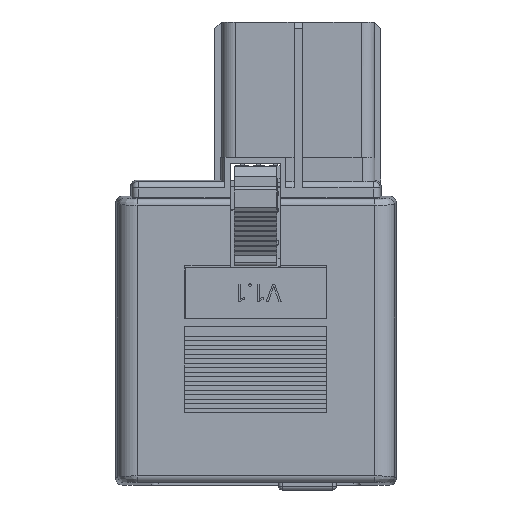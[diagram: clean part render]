
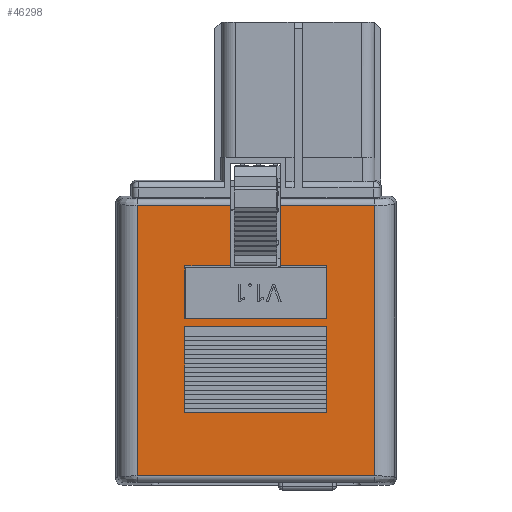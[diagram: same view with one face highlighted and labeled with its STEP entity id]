
A CAD part, top view. The second image highlights one B-rep face of the part: STEP entity #46298.
In plain terms, the highlighted face is planar.
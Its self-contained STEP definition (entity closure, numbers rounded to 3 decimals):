
#42049=DIRECTION('',(1.,0.,0.));
#42050=VECTOR('',#42049,22.);
#42051=CARTESIAN_POINT('',(10.705,24.505,-11.6));
#42052=LINE('',#42051,#42050);
#42053=DIRECTION('',(0.,-1.,0.));
#42054=VECTOR('',#42053,13.3);
#42055=CARTESIAN_POINT('',(32.705,24.505,-11.6));
#42056=LINE('',#42055,#42054);
#42057=DIRECTION('',(-1.,0.,0.));
#42058=VECTOR('',#42057,22.);
#42059=CARTESIAN_POINT('',(32.705,11.205,-11.6));
#42060=LINE('',#42059,#42058);
#42061=DIRECTION('',(0.,1.,0.));
#42062=VECTOR('',#42061,13.3);
#42063=CARTESIAN_POINT('',(10.705,11.205,-11.6));
#42064=LINE('',#42063,#42062);
#42065=DIRECTION('',(-1.,0.,
0.));
#42066=VECTOR('',#42065,14.408);
#42067=CARTESIAN_POINT('',(40.108,43.329,
-11.6));
#42068=LINE('',#42067,#42066);
#42069=DIRECTION('',(0.,-1.,0.));
#42070=VECTOR('',#42069,9.425);
#42071=CARTESIAN_POINT('',(25.7,43.329,-11.6));
#42072=LINE('',#42071,#42070);
#42073=DIRECTION('',(1.,0.,0.));
#42074=VECTOR('',#42073,7.005);
#42075=CARTESIAN_POINT('',(25.7,33.905,-11.6));
#42076=LINE('',#42075,#42074);
#42077=DIRECTION('',(0.,-1.,0.));
#42078=VECTOR('',#42077,8.2);
#42079=CARTESIAN_POINT('',(32.705,33.905,-11.6));
#42080=LINE('',#42079,#42078);
#42081=DIRECTION('',(-1.,0.,0.));
#42082=VECTOR('',#42081,22.);
#42083=CARTESIAN_POINT('',(32.705,25.705,-11.6));
#42084=LINE('',#42083,#42082);
#42085=DIRECTION('',(0.,1.,0.));
#42086=VECTOR('',#42085,8.2);
#42087=CARTESIAN_POINT('',(10.705,25.705,-11.6));
#42088=LINE('',#42087,#42086);
#42089=DIRECTION('',(1.,0.,0.));
#42090=VECTOR('',#42089,7.195);
#42091=CARTESIAN_POINT('',(10.705,33.905,-11.6));
#42092=LINE('',#42091,#42090);
#42093=DIRECTION('',(0.,-1.,0.));
#42094=VECTOR('',#42093,9.425);
#42095=CARTESIAN_POINT('',(17.9,43.329,-11.6));
#42096=LINE('',#42095,#42094);
#42097=DIRECTION('',(-1.,0.,0.));
#42098=VECTOR('',#42097,14.598);
#42099=CARTESIAN_POINT('',(17.9,43.329,-11.6));
#42100=LINE('',#42099,#42098);
#42101=DIRECTION('',(-1.,0.,0.));
#42102=VECTOR('',#42101,36.806);
#42103=CARTESIAN_POINT('',(40.108,1.371,
-11.6));
#42104=LINE('',#42103,#42102);
#43217=DIRECTION('',(0.,-1.,0.));
#43218=VECTOR('',#43217,41.958);
#43219=CARTESIAN_POINT('',(40.108,43.329,
-11.6));
#43220=LINE('',#43219,#43218);
#43333=DIRECTION('',(0.,1.,0.));
#43334=VECTOR('',#43333,41.958);
#43335=CARTESIAN_POINT('',(3.302,1.371,
-11.6));
#43336=LINE('',#43335,#43334);
#43337=CARTESIAN_POINT('',(3.302,43.329,
-11.6));
#45209=CARTESIAN_POINT('',(10.705,25.705,-11.6));
#45210=CARTESIAN_POINT('',(10.705,33.905,-11.6));
#45211=VERTEX_POINT('',#45209);
#45212=VERTEX_POINT('',#45210);
#45213=CARTESIAN_POINT('',(17.9,33.905,-11.6));
#45214=VERTEX_POINT('',#45213);
#45215=CARTESIAN_POINT('',(25.7,33.905,-11.6));
#45216=CARTESIAN_POINT('',(32.705,33.905,-11.6));
#45217=VERTEX_POINT('',#45215);
#45218=VERTEX_POINT('',#45216);
#45219=CARTESIAN_POINT('',(32.705,25.705,-11.6));
#45220=VERTEX_POINT('',#45219);
#45229=CARTESIAN_POINT('',(10.705,24.505,-11.6));
#45230=CARTESIAN_POINT('',(32.705,24.505,-11.6));
#45231=VERTEX_POINT('',#45229);
#45232=VERTEX_POINT('',#45230);
#45233=CARTESIAN_POINT('',(32.705,11.205,-11.6));
#45234=VERTEX_POINT('',#45233);
#45235=CARTESIAN_POINT('',(10.705,11.205,-11.6));
#45236=VERTEX_POINT('',#45235);
#45751=CARTESIAN_POINT('',(25.7,43.329,-11.6));
#45753=VERTEX_POINT('',#45751);
#45754=CARTESIAN_POINT('',(40.108,43.329,
-11.6));
#45755=VERTEX_POINT('',#45754);
#45760=CARTESIAN_POINT('',(40.108,1.371,
-11.6));
#45761=CARTESIAN_POINT('',(3.302,1.371,
-11.6));
#45762=VERTEX_POINT('',#45760);
#45763=VERTEX_POINT('',#45761);
#45770=CARTESIAN_POINT('',(17.9,43.329,-11.6));
#45771=VERTEX_POINT('',#45770);
#45815=VERTEX_POINT('',#43337);
#46259=CARTESIAN_POINT('',(0.,0.,-11.6));
#46260=DIRECTION('',(0.,0.,1.));
#46261=DIRECTION('',(1.,0.,0.));
#46262=AXIS2_PLACEMENT_3D('',#46259,#46260,#46261);
#46263=PLANE('',#46262);
#46264=ORIENTED_EDGE('',*,*,#46250,.T.);
#46265=ORIENTED_EDGE('',*,*,#46239,.T.);
#46267=ORIENTED_EDGE('',*,*,#46266,.T.);
#46269=ORIENTED_EDGE('',*,*,#46268,.T.);
#46271=ORIENTED_EDGE('',*,*,#46270,.T.);
#46273=ORIENTED_EDGE('',*,*,#46272,.T.);
#46275=ORIENTED_EDGE('',*,*,#46274,.T.);
#46277=ORIENTED_EDGE('',*,*,#46276,.F.);
#46279=ORIENTED_EDGE('',*,*,#46278,.T.);
#46281=ORIENTED_EDGE('',*,*,#46280,.F.);
#46283=ORIENTED_EDGE('',*,*,#46282,.F.);
#46285=ORIENTED_EDGE('',*,*,#46284,.F.);
#46286=EDGE_LOOP('',(#46264,#46265,#46267,#46269,#46271,#46273,#46275,#46277,
#46279,#46281,#46283,#46285));
#46287=FACE_OUTER_BOUND('',#46286,.F.);
#46289=ORIENTED_EDGE('',*,*,#46288,.T.);
#46291=ORIENTED_EDGE('',*,*,#46290,.T.);
#46293=ORIENTED_EDGE('',*,*,#46292,.T.);
#46295=ORIENTED_EDGE('',*,*,#46294,.T.);
#46296=EDGE_LOOP('',(#46289,#46291,#46293,#46295));
#46297=FACE_BOUND('',#46296,.F.);
#46298=ADVANCED_FACE('',(#46287,#46297),#46263,.F.);
#46239=EDGE_CURVE('',#45753,#45217,#42072,.T.);
#46250=EDGE_CURVE('',#45755,#45753,#42068,.T.);
#46266=EDGE_CURVE('',#45217,#45218,#42076,.T.);
#46268=EDGE_CURVE('',#45218,#45220,#42080,.T.);
#46270=EDGE_CURVE('',#45220,#45211,#42084,.T.);
#46272=EDGE_CURVE('',#45211,#45212,#42088,.T.);
#46274=EDGE_CURVE('',#45212,#45214,#42092,.T.);
#46276=EDGE_CURVE('',#45771,#45214,#42096,.T.);
#46278=EDGE_CURVE('',#45771,#45815,#42100,.T.);
#46280=EDGE_CURVE('',#45763,#45815,#43336,.T.);
#46282=EDGE_CURVE('',#45762,#45763,#42104,.T.);
#46284=EDGE_CURVE('',#45755,#45762,#43220,.T.);
#46288=EDGE_CURVE('',#45231,#45232,#42052,.T.);
#46290=EDGE_CURVE('',#45232,#45234,#42056,.T.);
#46292=EDGE_CURVE('',#45234,#45236,#42060,.T.);
#46294=EDGE_CURVE('',#45236,#45231,#42064,.T.);
